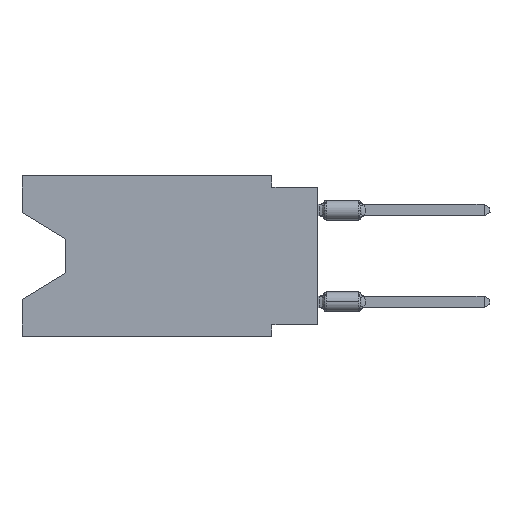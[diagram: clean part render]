
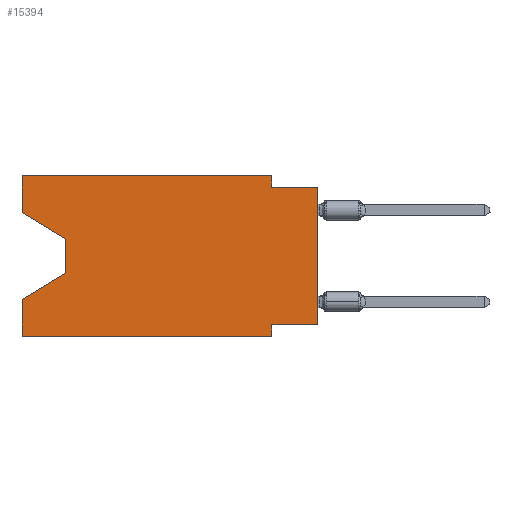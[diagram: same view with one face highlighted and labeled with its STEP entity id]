
A CAD part, left-side view. The second image highlights one B-rep face of the part: STEP entity #15394.
In plain terms, the highlighted planar face has unit normal (-1, 0, 0).
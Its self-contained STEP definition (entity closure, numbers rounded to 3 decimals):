
#595 = EDGE_CURVE ( 'NONE', #21326, #36232, #2619, .T. ) ;
#1665 = ORIENTED_EDGE ( 'NONE', *, *, #595, .F. ) ;
#1779 = DIRECTION ( 'NONE',  ( 0., 0., 1. ) ) ;
#2001 = VERTEX_POINT ( 'NONE', #29569 ) ;
#2023 = CARTESIAN_POINT ( 'NONE',  ( 0., 16.383, 0. ) ) ;
#2245 = ORIENTED_EDGE ( 'NONE', *, *, #7339, .F. ) ;
#2619 = LINE ( 'NONE', #18506, #19918 ) ;
#3802 = DIRECTION ( 'NONE',  ( 0., 0., -1. ) ) ;
#4065 = EDGE_CURVE ( 'NONE', #30845, #36232, #7849, .T. ) ;
#4563 = CARTESIAN_POINT ( 'NONE',  ( 0., 16.383, -2.038 ) ) ;
#4771 = ORIENTED_EDGE ( 'NONE', *, *, #29106, .T. ) ;
#5323 = VERTEX_POINT ( 'NONE', #27546 ) ;
#5746 = CARTESIAN_POINT ( 'NONE',  ( 0., 2.54, -8.89 ) ) ;
#5774 = LINE ( 'NONE', #2023, #32053 ) ;
#7339 = EDGE_CURVE ( 'NONE', #32608, #40800, #5774, .T. ) ;
#7560 = DIRECTION ( 'NONE',  ( 0., 0., -1. ) ) ;
#7849 = LINE ( 'NONE', #17658, #31426 ) ;
#8310 = ORIENTED_EDGE ( 'NONE', *, *, #11009, .F. ) ;
#8468 = ORIENTED_EDGE ( 'NONE', *, *, #18427, .T. ) ;
#8739 = ORIENTED_EDGE ( 'NONE', *, *, #21727, .F. ) ;
#8760 = CARTESIAN_POINT ( 'NONE',  ( 0., 2.54, -0.635 ) ) ;
#11009 = EDGE_CURVE ( 'NONE', #5323, #41220, #17164, .T. ) ;
#11027 = LINE ( 'NONE', #20432, #40421 ) ;
#11546 = DIRECTION ( 'NONE',  ( 0., 0.855, -0.519 ) ) ;
#12047 = VECTOR ( 'NONE', #11546, 1000. ) ;
#12460 = VECTOR ( 'NONE', #20866, 1000. ) ;
#14102 = ORIENTED_EDGE ( 'NONE', *, *, #29487, .F. ) ;
#14412 = EDGE_CURVE ( 'NONE', #17200, #24906, #26098, .T. ) ;
#15226 = CARTESIAN_POINT ( 'NONE',  ( 0., 16.383, 0. ) ) ;
#15393 = ORIENTED_EDGE ( 'NONE', *, *, #33133, .T. ) ;
#15394 = ADVANCED_FACE ( 'NONE', ( #26807 ), #36241, .F. ) ;
#15422 = DIRECTION ( 'NONE',  ( 0., 1., 0. ) ) ;
#16110 = LINE ( 'NONE', #28891, #40740 ) ;
#16774 = DIRECTION ( 'NONE',  ( 1., 0., 0. ) ) ;
#17067 = CARTESIAN_POINT ( 'NONE',  ( 0., 0., -0.635 ) ) ;
#17164 = LINE ( 'NONE', #36042, #30520 ) ;
#17200 = VERTEX_POINT ( 'NONE', #21517 ) ;
#17658 = CARTESIAN_POINT ( 'NONE',  ( 0., 0., 0. ) ) ;
#17916 = DIRECTION ( 'NONE',  ( 0., -1., 0. ) ) ;
#18427 = EDGE_CURVE ( 'NONE', #30372, #34764, #16110, .T. ) ;
#18506 = CARTESIAN_POINT ( 'NONE',  ( 0., 0., -0.635 ) ) ;
#19041 = DIRECTION ( 'NONE',  ( 0., 0., -1. ) ) ;
#19224 = CARTESIAN_POINT ( 'NONE',  ( 0., 13.97, -3.505 ) ) ;
#19666 = ORIENTED_EDGE ( 'NONE', *, *, #39544, .T. ) ;
#19844 = VECTOR ( 'NONE', #3802, 1000. ) ;
#19918 = VECTOR ( 'NONE', #31080, 1000. ) ;
#20196 = EDGE_LOOP ( 'NONE', ( #15393, #8468, #19666, #8310, #4771, #26814, #14102, #28138, #1665, #8739, #2245, #36502 ) ) ;
#20432 = CARTESIAN_POINT ( 'NONE',  ( 0., 16.383, -8.89 ) ) ;
#20866 = DIRECTION ( 'NONE',  ( 0., -0.855, -0.519 ) ) ;
#20888 = CARTESIAN_POINT ( 'NONE',  ( 0., 2.54, 0. ) ) ;
#21326 = VERTEX_POINT ( 'NONE', #8760 ) ;
#21517 = CARTESIAN_POINT ( 'NONE',  ( 0., 2.54, -8.255 ) ) ;
#21727 = EDGE_CURVE ( 'NONE', #40800, #21326, #35813, .T. ) ;
#21747 = DIRECTION ( 'NONE',  ( 0., 0., -1. ) ) ;
#21906 = CARTESIAN_POINT ( 'NONE',  ( 0., 13.97, -5.385 ) ) ;
#22131 = LINE ( 'NONE', #15226, #27294 ) ;
#24393 = DIRECTION ( 'NONE',  ( 0., -1., 0. ) ) ;
#24906 = VERTEX_POINT ( 'NONE', #5746 ) ;
#24979 = VECTOR ( 'NONE', #15422, 1000. ) ;
#26098 = LINE ( 'NONE', #29029, #26856 ) ;
#26807 = FACE_OUTER_BOUND ( 'NONE', #20196, .T. ) ;
#26814 = ORIENTED_EDGE ( 'NONE', *, *, #14412, .F. ) ;
#26856 = VECTOR ( 'NONE', #21747, 1000. ) ;
#27294 = VECTOR ( 'NONE', #37422, 1000. ) ;
#27546 = CARTESIAN_POINT ( 'NONE',  ( 0., 16.383, -8.89 ) ) ;
#27570 = AXIS2_PLACEMENT_3D ( 'NONE', #32488, #16774, #7560 ) ;
#27855 = LINE ( 'NONE', #40212, #12047 ) ;
#28138 = ORIENTED_EDGE ( 'NONE', *, *, #4065, .T. ) ;
#28626 = CARTESIAN_POINT ( 'NONE',  ( 0., 16.383, -6.852 ) ) ;
#28891 = CARTESIAN_POINT ( 'NONE',  ( 0., 13.97, -3.505 ) ) ;
#29029 = CARTESIAN_POINT ( 'NONE',  ( 0., 2.54, -8.89 ) ) ;
#29106 = EDGE_CURVE ( 'NONE', #5323, #24906, #11027, .T. ) ;
#29448 = CARTESIAN_POINT ( 'NONE',  ( 0., 0., -8.255 ) ) ;
#29487 = EDGE_CURVE ( 'NONE', #30845, #17200, #34894, .T. ) ;
#29569 = CARTESIAN_POINT ( 'NONE',  ( 0., 16.383, -2.038 ) ) ;
#30372 = VERTEX_POINT ( 'NONE', #19224 ) ;
#30520 = VECTOR ( 'NONE', #35832, 1000. ) ;
#30845 = VERTEX_POINT ( 'NONE', #29448 ) ;
#31080 = DIRECTION ( 'NONE',  ( 0., -1., 0. ) ) ;
#31426 = VECTOR ( 'NONE', #1779, 1000. ) ;
#32053 = VECTOR ( 'NONE', #24393, 1000. ) ;
#32488 = CARTESIAN_POINT ( 'NONE',  ( 0., 16.383, 0. ) ) ;
#32608 = VERTEX_POINT ( 'NONE', #39216 ) ;
#33133 = EDGE_CURVE ( 'NONE', #2001, #30372, #36570, .T. ) ;
#34764 = VERTEX_POINT ( 'NONE', #21906 ) ;
#34894 = LINE ( 'NONE', #41152, #24979 ) ;
#35813 = LINE ( 'NONE', #39350, #19844 ) ;
#35832 = DIRECTION ( 'NONE',  ( 0., 0., 1. ) ) ;
#35917 = EDGE_CURVE ( 'NONE', #2001, #32608, #22131, .T. ) ;
#36042 = CARTESIAN_POINT ( 'NONE',  ( 0., 16.383, 0. ) ) ;
#36232 = VERTEX_POINT ( 'NONE', #17067 ) ;
#36241 = PLANE ( 'NONE',  #27570 ) ;
#36502 = ORIENTED_EDGE ( 'NONE', *, *, #35917, .F. ) ;
#36570 = LINE ( 'NONE', #4563, #12460 ) ;
#37422 = DIRECTION ( 'NONE',  ( 0., 0., 1. ) ) ;
#39216 = CARTESIAN_POINT ( 'NONE',  ( 0., 16.383, 0. ) ) ;
#39350 = CARTESIAN_POINT ( 'NONE',  ( 0., 2.54, 0. ) ) ;
#39544 = EDGE_CURVE ( 'NONE', #34764, #41220, #27855, .T. ) ;
#40212 = CARTESIAN_POINT ( 'NONE',  ( 0., 13.97, -5.385 ) ) ;
#40421 = VECTOR ( 'NONE', #17916, 1000. ) ;
#40740 = VECTOR ( 'NONE', #19041, 1000. ) ;
#40800 = VERTEX_POINT ( 'NONE', #20888 ) ;
#41152 = CARTESIAN_POINT ( 'NONE',  ( 0., 0., -8.255 ) ) ;
#41220 = VERTEX_POINT ( 'NONE', #28626 ) ;
